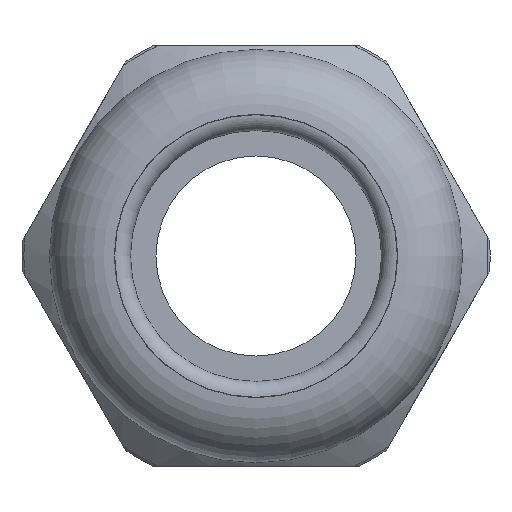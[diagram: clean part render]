
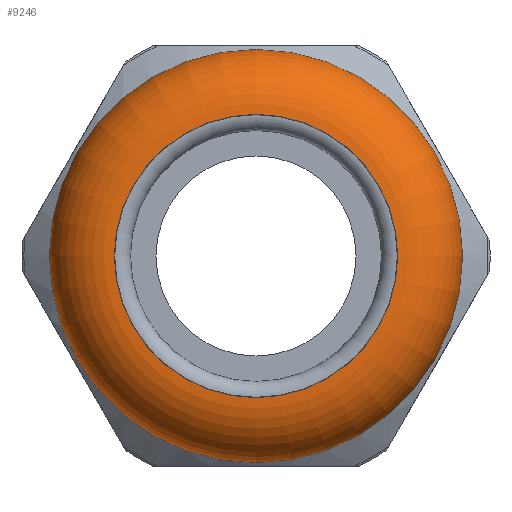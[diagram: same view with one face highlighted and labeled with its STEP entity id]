
A CAD part, left-side view. The second image highlights one B-rep face of the part: STEP entity #9246.
In plain terms, the highlighted toroidal (fillet/blend) face has major radius 14.16 mm and minor radius 6.5 mm.
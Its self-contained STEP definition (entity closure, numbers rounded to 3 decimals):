
#40=TOROIDAL_SURFACE('',#10140,14.16,6.5);
#151=FACE_BOUND('',#1519,.T.);
#954=FACE_OUTER_BOUND('',#1518,.T.);
#1518=EDGE_LOOP('',(#8549));
#1519=EDGE_LOOP('',(#8550));
#3717=CIRCLE('',#10110,14.16);
#3732=CIRCLE('',#10141,20.65);
#4595=VERTEX_POINT('',#15483);
#4623=VERTEX_POINT('',#15578);
#5900=EDGE_CURVE('',#4595,#4595,#3717,.T.);
#5939=EDGE_CURVE('',#4623,#4623,#3732,.T.);
#8549=ORIENTED_EDGE('',*,*,#5939,.F.);
#8550=ORIENTED_EDGE('',*,*,#5900,.T.);
#9246=ADVANCED_FACE('',(#954,#151),#40,.T.);
#10110=AXIS2_PLACEMENT_3D('',#15484,#12710,#12711);
#10140=AXIS2_PLACEMENT_3D('',#15577,#12788,#12789);
#10141=AXIS2_PLACEMENT_3D('',#15579,#12790,#12791);
#12710=DIRECTION('center_axis',(1.,0.,0.));
#12711=DIRECTION('ref_axis',(0.,0.,-1.));
#12788=DIRECTION('center_axis',(1.,0.,0.));
#12789=DIRECTION('ref_axis',(0.,0.,-1.));
#12790=DIRECTION('center_axis',(1.,0.,0.));
#12791=DIRECTION('ref_axis',(0.,0.,-1.));
#15483=CARTESIAN_POINT('',(0.,14.16,0.));
#15484=CARTESIAN_POINT('Origin',(0.,0.,0.));
#15577=CARTESIAN_POINT('Origin',(6.5,0.,0.));
#15578=CARTESIAN_POINT('',(6.86,20.65,0.));
#15579=CARTESIAN_POINT('Origin',(6.86,0.,0.));
